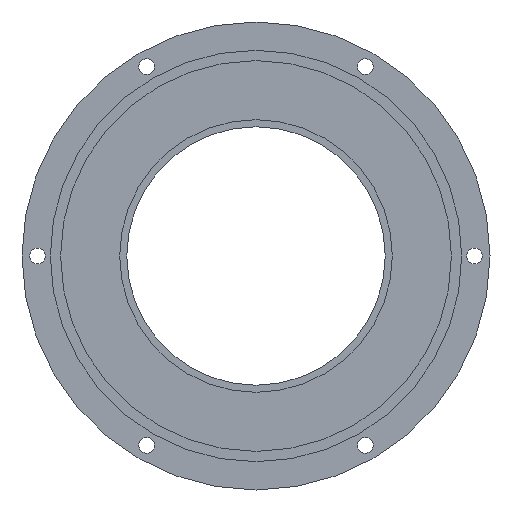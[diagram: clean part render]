
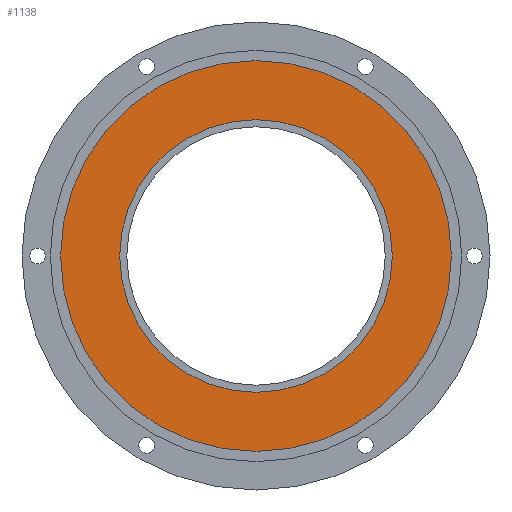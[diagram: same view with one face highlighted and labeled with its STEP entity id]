
A CAD part, front view. The second image highlights one B-rep face of the part: STEP entity #1138.
In plain terms, the highlighted planar face has unit normal (0, -1, 0).
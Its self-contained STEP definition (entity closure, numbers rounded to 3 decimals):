
#341=CARTESIAN_POINT('',(0.,11.,0.));
#342=DIRECTION('',(0.,-1.,0.));
#343=DIRECTION('',(0.,0.,1.));
#344=AXIS2_PLACEMENT_3D('',#341,#342,#343);
#346=CARTESIAN_POINT('',(0.,11.,0.));
#347=DIRECTION('',(0.,-1.,0.));
#348=DIRECTION('',(0.,0.,-1.));
#349=AXIS2_PLACEMENT_3D('',#346,#347,#348);
#351=CARTESIAN_POINT('',(0.,11.,0.));
#352=DIRECTION('',(0.,-1.,0.));
#353=DIRECTION('',(0.,0.,1.));
#354=AXIS2_PLACEMENT_3D('',#351,#352,#353);
#356=CARTESIAN_POINT('',(0.,11.,0.));
#357=DIRECTION('',(0.,-1.,0.));
#358=DIRECTION('',(0.,0.,-1.));
#359=AXIS2_PLACEMENT_3D('',#356,#357,#358);
#581=CARTESIAN_POINT('',(0.,11.,76.));
#582=CARTESIAN_POINT('',(0.,11.,-76.));
#583=VERTEX_POINT('',#581);
#584=VERTEX_POINT('',#582);
#593=CARTESIAN_POINT('',(0.,11.,53.));
#594=CARTESIAN_POINT('',(0.,11.,-53.));
#595=VERTEX_POINT('',#593);
#596=VERTEX_POINT('',#594);
#1122=CARTESIAN_POINT('',(0.,11.,0.));
#1123=DIRECTION('',(0.,-1.,0.));
#1124=DIRECTION('',(0.,0.,1.));
#1125=AXIS2_PLACEMENT_3D('',#1122,#1123,#1124);
#1126=PLANE('',#1125);
#1128=ORIENTED_EDGE('',*,*,#1127,.F.);
#1130=ORIENTED_EDGE('',*,*,#1129,.F.);
#1131=EDGE_LOOP('',(#1128,#1130));
#1132=FACE_OUTER_BOUND('',#1131,.F.);
#1133=ORIENTED_EDGE('',*,*,#1112,.T.);
#1135=ORIENTED_EDGE('',*,*,#1134,.T.);
#1136=EDGE_LOOP('',(#1133,#1135));
#1137=FACE_BOUND('',#1136,.F.);
#1138=ADVANCED_FACE('',(#1132,#1137),#1126,.T.);
#345=CIRCLE('',#344,76.);
#350=CIRCLE('',#349,76.);
#355=CIRCLE('',#354,53.);
#360=CIRCLE('',#359,53.);
#1112=EDGE_CURVE('',#595,#596,#355,.T.);
#1127=EDGE_CURVE('',#583,#584,#345,.T.);
#1129=EDGE_CURVE('',#584,#583,#350,.T.);
#1134=EDGE_CURVE('',#596,#595,#360,.T.);
